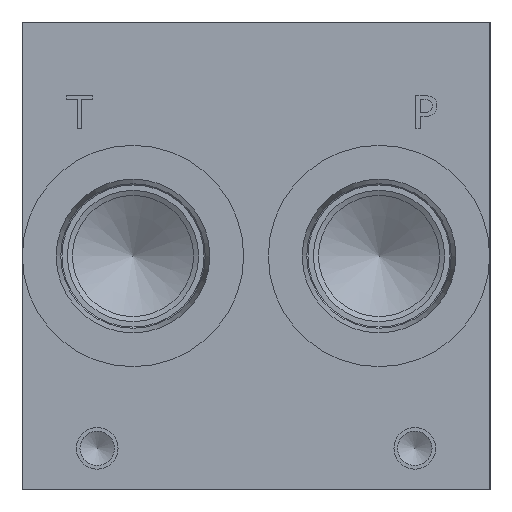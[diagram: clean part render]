
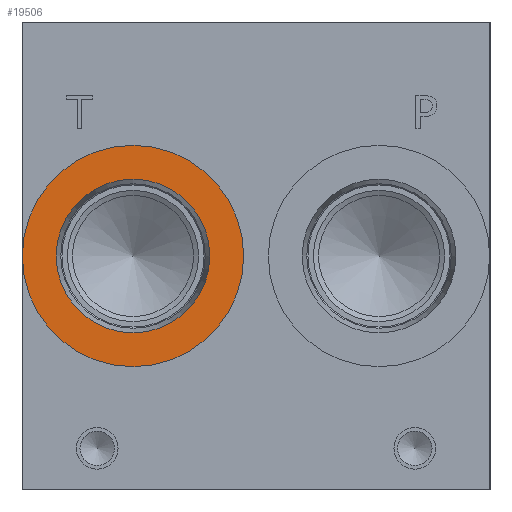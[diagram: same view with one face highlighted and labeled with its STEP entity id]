
A CAD part, left-side view. The second image highlights one B-rep face of the part: STEP entity #19506.
In plain terms, the highlighted planar face has unit normal (-1, 0, 0).
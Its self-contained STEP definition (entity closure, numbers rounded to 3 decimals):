
#420=CIRCLE('',#20424,21.019);
#421=CIRCLE('',#20425,21.019);
#422=CIRCLE('',#20427,14.592);
#423=CIRCLE('',#20428,14.592);
#1048=FACE_BOUND('',#3738,.T.);
#2603=FACE_OUTER_BOUND('',#3737,.T.);
#3737=EDGE_LOOP('',(#16006,#16007));
#3738=EDGE_LOOP('',(#16008,#16009));
#8761=VERTEX_POINT('',#32986);
#8762=VERTEX_POINT('',#32988);
#8763=VERTEX_POINT('',#32992);
#8764=VERTEX_POINT('',#32993);
#11328=EDGE_CURVE('',#8761,#8762,#420,.T.);
#11329=EDGE_CURVE('',#8762,#8761,#421,.T.);
#11330=EDGE_CURVE('',#8763,#8764,#422,.T.);
#11331=EDGE_CURVE('',#8764,#8763,#423,.T.);
#16006=ORIENTED_EDGE('',*,*,#11329,.F.);
#16007=ORIENTED_EDGE('',*,*,#11328,.F.);
#16008=ORIENTED_EDGE('',*,*,#11330,.T.);
#16009=ORIENTED_EDGE('',*,*,#11331,.T.);
#18085=PLANE('',#20426);
#19506=ADVANCED_FACE('',(#2603,#1048),#18085,.F.);
#20424=AXIS2_PLACEMENT_3D('',#32989,#23812,#23813);
#20425=AXIS2_PLACEMENT_3D('',#32990,#23814,#23815);
#20426=AXIS2_PLACEMENT_3D('',#32991,#23816,#23817);
#20427=AXIS2_PLACEMENT_3D('',#32994,#23818,#23819);
#20428=AXIS2_PLACEMENT_3D('',#32995,#23820,#23821);
#23812=DIRECTION('center_axis',(1.,0.,0.));
#23813=DIRECTION('ref_axis',(0.,0.,-1.));
#23814=DIRECTION('center_axis',(1.,0.,0.));
#23815=DIRECTION('ref_axis',(0.,0.,-1.));
#23816=DIRECTION('center_axis',(1.,0.,0.));
#23817=DIRECTION('ref_axis',(0.,0.,-1.));
#23818=DIRECTION('center_axis',(1.,0.,0.));
#23819=DIRECTION('ref_axis',(0.,0.,-1.));
#23820=DIRECTION('center_axis',(1.,0.,0.));
#23821=DIRECTION('ref_axis',(0.,0.,-1.));
#32986=CARTESIAN_POINT('',(0.787,67.818,23.432));
#32988=CARTESIAN_POINT('',(0.787,67.818,65.469));
#32989=CARTESIAN_POINT('Origin',(0.787,67.818,44.45));
#32990=CARTESIAN_POINT('Origin',(0.787,67.818,44.45));
#32991=CARTESIAN_POINT('Origin',(0.787,67.818,59.042));
#32992=CARTESIAN_POINT('',(0.787,67.818,59.042));
#32993=CARTESIAN_POINT('',(0.787,67.818,29.858));
#32994=CARTESIAN_POINT('Origin',(0.787,67.818,44.45));
#32995=CARTESIAN_POINT('Origin',(0.787,67.818,44.45));
